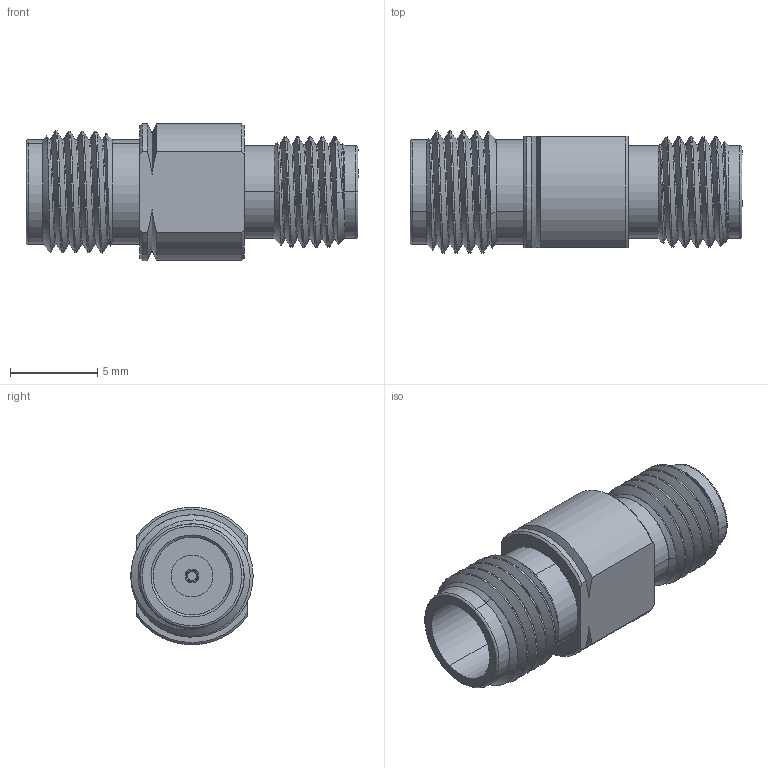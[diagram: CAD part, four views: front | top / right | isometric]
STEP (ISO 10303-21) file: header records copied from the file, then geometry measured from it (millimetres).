
FILE_DESCRIPTION (( 'STEP AP214' ), '1' );
FILE_NAME ('FMAD1026_3D.step', '2025-01-22T16:20:03', ( '' ), ( '' ), 'SwSTEP 2.0', 'SolidWorks 2022', '' );
FILE_SCHEMA (( 'AUTOMOTIVE_DESIGN' ));
Length unit declared in the file: inch
Products named in the file (1): FMAD1026_3D
Bounding box: 19 x 7 x 7.85 mm (x, y, z)
Volume: 503.6 mm3; surface area: 747.6 mm2
Topology: 1 solids, 1 shells, 134 faces, 352 edges, 232 vertices
Faces by surface type: plane 48, cylinder 46, cone 30, bspline 8, torus 2
Entity records: 6276 total; most frequent: CARTESIAN_POINT 3064, ORIENTED_EDGE 704, DIRECTION 635, EDGE_CURVE 352, AXIS2_PLACEMENT_3D 253, VERTEX_POINT 232, EDGE_LOOP 146, FACE_OUTER_BOUND 134
